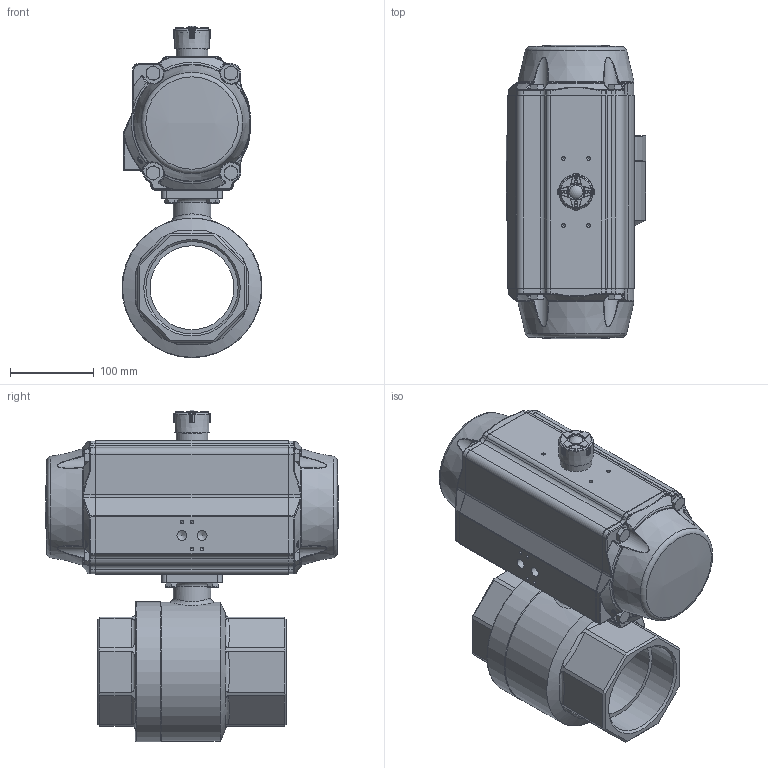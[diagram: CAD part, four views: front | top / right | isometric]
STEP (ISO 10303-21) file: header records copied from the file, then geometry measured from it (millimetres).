
FILE_DESCRIPTION(/* description */ ('Unknown'),/* implementation_level */ '2;1');
FILE_NAME(/* name */ 'DW07_FR06 0767-12',/* time_stamp */ '2022-10-17T13:40:51+02:00',/* author */ ('Unknown'),/* organization */ ('Unknown'),/* preprocessor_version */ 'ST-DEVELOPER v16.7',/* originating_system */ 'Solid Edge',/* authorisation */ 'Unknown');
FILE_SCHEMA (('AUTOMOTIVE_DESIGN {1 0 10303 214 3 1 1}'));
Length unit declared in the file: millimetre
Products named in the file (11): DW07_FR060767-12; 2.110.100; DIN 933 M8x25 A2-70 BLK_EDST; DW07_FR06_(DW333_FR248); KP-125; ָʾ; 硌尨釱; 硌尨梓尨_酴伎; 指示标示(黄色）_红色; cup head nib bolts with large head gb_GB_FASTENER_BOLT_CHNBW M6X25-N; hexagon head bolts--product grade c gb_GB_FASTENER_BOLT_HHBC M10X45-N
Assembly tree (22 placements, depth 4):
  DW07_FR060767-12
    2.110.100
    DIN 933 M8x25 A2-70 BLK_EDST  x4
    DW07_FR06_(DW333_FR248)
      KP-125
      ָʾ
        硌尨釱
        硌尨梓尨_酴伎  x2
        指示标示(黄色）_红色  x2
      cup head nib bolts with large head gb_GB_FASTENER_BOLT_CHNBW M6X25-N
      hexagon head bolts--product grade c gb_GB_FASTENER_BOLT_HHBC M10X45-N  x8
Bounding box: 167 x 349.9 x 395.4 mm (x, y, z)
Volume: 8695300.2 mm3; surface area: 479002.6 mm2
Topology: 20 solids, 20 shells, 1289 faces, 2996 edges, 1770 vertices
Faces by surface type: plane 414, cylinder 327, bspline 241, cone 160, torus 128, sphere 19
Full cylindrical faces by diameter (mm): 3 x16, 3.3 x8, 4.2 x8, 4.66 x1, 5 x1, 6 x1, 6.2 x1, 6.8 x4, 8 x4, 8.5 x12, 9 x4, 10 x8, 11.8 x2, 13 x4, 32 x1, 38 x1, 38.5 x1, 45 x1, 100 x1, 110.072 x2, 166 x1, 167 x1
Entity records: 36443 total; most frequent: CARTESIAN_POINT 15298, ORIENTED_EDGE 4158, DIRECTION 3964, EDGE_CURVE 2079, AXIS2_PLACEMENT_3D 1603, VERTEX_POINT 1306, FACE_BOUND 1131, EDGE_LOOP 1108
